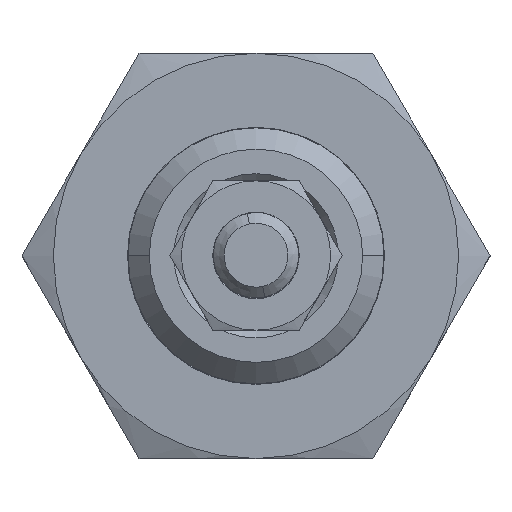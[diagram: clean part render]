
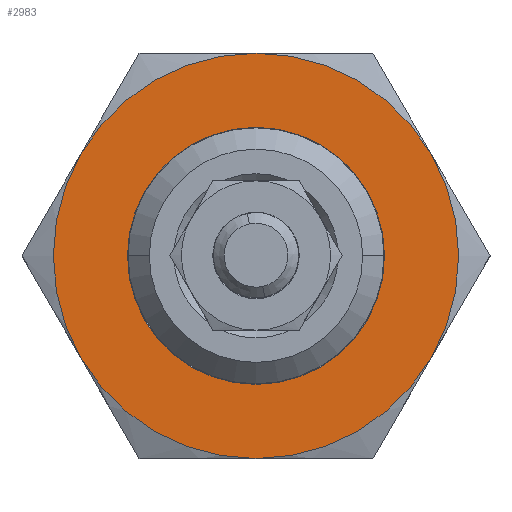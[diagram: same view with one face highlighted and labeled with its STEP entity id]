
A CAD part, top view. The second image highlights one B-rep face of the part: STEP entity #2983.
In plain terms, the highlighted planar face has unit normal (0, 0, 1).
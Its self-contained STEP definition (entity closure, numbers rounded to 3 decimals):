
#291 = DIRECTION ( 'NONE',  ( 0., 0., -1. ) ) ;
#462 = DIRECTION ( 'NONE',  ( 0., 0., -1. ) ) ;
#483 = CIRCLE ( 'NONE', #8228, 9.5 ) ;
#560 = EDGE_CURVE ( 'NONE', #2412, #7403, #8155, .T. ) ;
#622 = VERTEX_POINT ( 'NONE', #4086 ) ;
#630 = EDGE_CURVE ( 'NONE', #4426, #2412, #6677, .T. ) ;
#641 = ORIENTED_EDGE ( 'NONE', *, *, #2634, .T. ) ;
#645 = CIRCLE ( 'NONE', #7467, 6.025 ) ;
#931 = DIRECTION ( 'NONE',  ( 0., 0., -1. ) ) ;
#985 = DIRECTION ( 'NONE',  ( 0.866, -0.5, 0. ) ) ;
#1329 = DIRECTION ( 'NONE',  ( 0.866, -0.5, 0. ) ) ;
#1517 = EDGE_CURVE ( 'NONE', #1663, #1788, #10757, .T. ) ;
#1663 = VERTEX_POINT ( 'NONE', #9154 ) ;
#1696 = CARTESIAN_POINT ( 'NONE',  ( 5.218, -3.013, 135. ) ) ;
#1705 = ORIENTED_EDGE ( 'NONE', *, *, #630, .F. ) ;
#1755 = CARTESIAN_POINT ( 'NONE',  ( 0., 0., 135. ) ) ;
#1757 = DIRECTION ( 'NONE',  ( 0., 0., -1. ) ) ;
#1788 = VERTEX_POINT ( 'NONE', #8206 ) ;
#1952 = AXIS2_PLACEMENT_3D ( 'NONE', #1755, #3424, #2509 ) ;
#2085 = ORIENTED_EDGE ( 'NONE', *, *, #10193, .T. ) ;
#2366 = CIRCLE ( 'NONE', #5506, 9.5 ) ;
#2412 = VERTEX_POINT ( 'NONE', #10833 ) ;
#2449 = EDGE_LOOP ( 'NONE', ( #7153, #5166, #1705, #2789, #10903, #7894 ) ) ;
#2509 = DIRECTION ( 'NONE',  ( 0.866, -0.5, 0. ) ) ;
#2634 = EDGE_CURVE ( 'NONE', #9640, #5713, #645, .T. ) ;
#2789 = ORIENTED_EDGE ( 'NONE', *, *, #3587, .F. ) ;
#2983 = ADVANCED_FACE ( 'NONE', ( #6888, #10357 ), #6134, .F. ) ;
#3000 = CARTESIAN_POINT ( 'NONE',  ( 0., 0., 135. ) ) ;
#3171 = AXIS2_PLACEMENT_3D ( 'NONE', #6465, #291, #4727 ) ;
#3424 = DIRECTION ( 'NONE',  ( 0., 0., -1. ) ) ;
#3513 = DIRECTION ( 'NONE',  ( 0.866, -0.5, 0. ) ) ;
#3587 = EDGE_CURVE ( 'NONE', #1788, #4426, #483, .T. ) ;
#4086 = CARTESIAN_POINT ( 'NONE',  ( 0., -9.5, 135. ) ) ;
#4426 = VERTEX_POINT ( 'NONE', #8831 ) ;
#4609 = CARTESIAN_POINT ( 'NONE',  ( -5.218, 3.013, 135. ) ) ;
#4653 = AXIS2_PLACEMENT_3D ( 'NONE', #7568, #462, #4897 ) ;
#4727 = DIRECTION ( 'NONE',  ( 0.866, -0.5, 0. ) ) ;
#4791 = DIRECTION ( 'NONE',  ( 0., 0., -1. ) ) ;
#4897 = DIRECTION ( 'NONE',  ( 0.866, -0.5, 0. ) ) ;
#5166 = ORIENTED_EDGE ( 'NONE', *, *, #560, .F. ) ;
#5240 = CARTESIAN_POINT ( 'NONE',  ( 0., 0., 135. ) ) ;
#5506 = AXIS2_PLACEMENT_3D ( 'NONE', #7094, #931, #3513 ) ;
#5713 = VERTEX_POINT ( 'NONE', #1696 ) ;
#5967 = AXIS2_PLACEMENT_3D ( 'NONE', #9627, #7032, #985 ) ;
#6084 = CARTESIAN_POINT ( 'NONE',  ( 0., 0., 135. ) ) ;
#6134 = PLANE ( 'NONE',  #1952 ) ;
#6156 = DIRECTION ( 'NONE',  ( 0.866, -0.5, 0. ) ) ;
#6228 = CARTESIAN_POINT ( 'NONE',  ( 8.227, -4.75, 135. ) ) ;
#6465 = CARTESIAN_POINT ( 'NONE',  ( 0., 0., 135. ) ) ;
#6677 = CIRCLE ( 'NONE', #4653, 9.5 ) ;
#6798 = CIRCLE ( 'NONE', #10670, 6.025 ) ;
#6888 = FACE_BOUND ( 'NONE', #10437, .T. ) ;
#7032 = DIRECTION ( 'NONE',  ( 0., 0., -1. ) ) ;
#7094 = CARTESIAN_POINT ( 'NONE',  ( 0., 0., 135. ) ) ;
#7153 = ORIENTED_EDGE ( 'NONE', *, *, #7788, .F. ) ;
#7403 = VERTEX_POINT ( 'NONE', #6228 ) ;
#7467 = AXIS2_PLACEMENT_3D ( 'NONE', #5240, #10489, #10433 ) ;
#7568 = CARTESIAN_POINT ( 'NONE',  ( 0., 0., 135. ) ) ;
#7788 = EDGE_CURVE ( 'NONE', #7403, #622, #8320, .T. ) ;
#7894 = ORIENTED_EDGE ( 'NONE', *, *, #9432, .F. ) ;
#8155 = CIRCLE ( 'NONE', #3171, 9.5 ) ;
#8206 = CARTESIAN_POINT ( 'NONE',  ( -8.227, 4.75, 135. ) ) ;
#8228 = AXIS2_PLACEMENT_3D ( 'NONE', #3000, #4791, #1329 ) ;
#8320 = CIRCLE ( 'NONE', #10349, 9.5 ) ;
#8627 = DIRECTION ( 'NONE',  ( 0.866, -0.5, 0. ) ) ;
#8831 = CARTESIAN_POINT ( 'NONE',  ( 0., 9.5, 135. ) ) ;
#9154 = CARTESIAN_POINT ( 'NONE',  ( -8.227, -4.75, 135. ) ) ;
#9432 = EDGE_CURVE ( 'NONE', #622, #1663, #2366, .T. ) ;
#9625 = CARTESIAN_POINT ( 'NONE',  ( 0., 0., 135. ) ) ;
#9627 = CARTESIAN_POINT ( 'NONE',  ( 0., 0., 135. ) ) ;
#9640 = VERTEX_POINT ( 'NONE', #4609 ) ;
#10193 = EDGE_CURVE ( 'NONE', #5713, #9640, #6798, .T. ) ;
#10349 = AXIS2_PLACEMENT_3D ( 'NONE', #9625, #11350, #6156 ) ;
#10357 = FACE_OUTER_BOUND ( 'NONE', #2449, .T. ) ;
#10433 = DIRECTION ( 'NONE',  ( 0.866, -0.5, 0. ) ) ;
#10437 = EDGE_LOOP ( 'NONE', ( #641, #2085 ) ) ;
#10489 = DIRECTION ( 'NONE',  ( 0., 0., -1. ) ) ;
#10670 = AXIS2_PLACEMENT_3D ( 'NONE', #6084, #1757, #8627 ) ;
#10757 = CIRCLE ( 'NONE', #5967, 9.5 ) ;
#10833 = CARTESIAN_POINT ( 'NONE',  ( 8.227, 4.75, 135. ) ) ;
#10903 = ORIENTED_EDGE ( 'NONE', *, *, #1517, .F. ) ;
#11350 = DIRECTION ( 'NONE',  ( 0., 0., -1. ) ) ;
